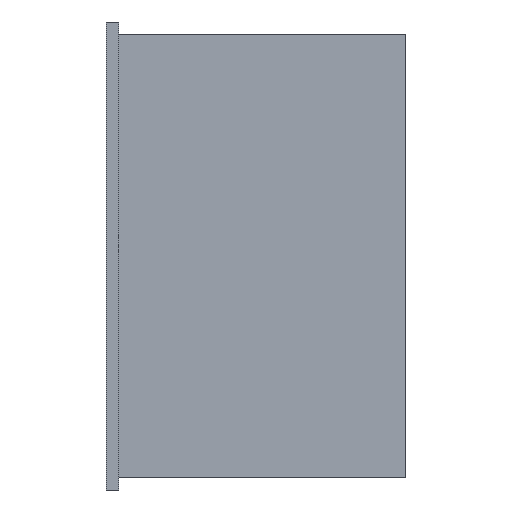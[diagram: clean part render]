
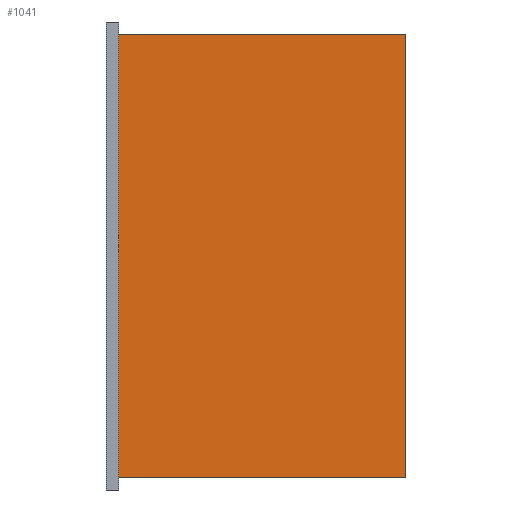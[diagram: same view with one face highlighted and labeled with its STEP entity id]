
A CAD part, front view. The second image highlights one B-rep face of the part: STEP entity #1041.
In plain terms, the highlighted planar face has unit normal (0, -1, 0).
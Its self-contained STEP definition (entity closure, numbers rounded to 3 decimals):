
#48 = VECTOR ( 'NONE', #72, 1000. ) ;
#72 = DIRECTION ( 'NONE',  ( 0., 0., 1. ) ) ;
#74 = VERTEX_POINT ( 'NONE', #1052 ) ;
#113 = LINE ( 'NONE', #640, #177 ) ;
#177 = VECTOR ( 'NONE', #1718, 1000. ) ;
#178 = DIRECTION ( 'NONE',  ( 1., 0., 0. ) ) ;
#188 = LINE ( 'NONE', #867, #929 ) ;
#193 = EDGE_CURVE ( 'NONE', #1027, #713, #803, .T. ) ;
#202 = LINE ( 'NONE', #737, #48 ) ;
#362 = DIRECTION ( 'NONE',  ( 0., 1., 0. ) ) ;
#447 = EDGE_LOOP ( 'NONE', ( #1036, #1059, #1522, #1210 ) ) ;
#640 = CARTESIAN_POINT ( 'NONE',  ( 0., -2., 35.5 ) ) ;
#713 = VERTEX_POINT ( 'NONE', #1117 ) ;
#717 = AXIS2_PLACEMENT_3D ( 'NONE', #1187, #362, #897 ) ;
#737 = CARTESIAN_POINT ( 'NONE',  ( 0., -2., 35.5 ) ) ;
#764 = VERTEX_POINT ( 'NONE', #1398 ) ;
#792 = EDGE_CURVE ( 'NONE', #713, #764, #188, .T. ) ;
#803 = LINE ( 'NONE', #1331, #1629 ) ;
#867 = CARTESIAN_POINT ( 'NONE',  ( 0., -2., -35.5 ) ) ;
#897 = DIRECTION ( 'NONE',  ( 0., 0., 1. ) ) ;
#924 = FACE_OUTER_BOUND ( 'NONE', #447, .T. ) ;
#929 = VECTOR ( 'NONE', #178, 1000. ) ;
#1027 = VERTEX_POINT ( 'NONE', #1561 ) ;
#1036 = ORIENTED_EDGE ( 'NONE', *, *, #1664, .T. ) ;
#1041 = ADVANCED_FACE ( 'NONE', ( #924 ), #1579, .F. ) ;
#1052 = CARTESIAN_POINT ( 'NONE',  ( 0., -2., 35.5 ) ) ;
#1059 = ORIENTED_EDGE ( 'NONE', *, *, #1452, .T. ) ;
#1117 = CARTESIAN_POINT ( 'NONE',  ( -46., -2., -35.5 ) ) ;
#1187 = CARTESIAN_POINT ( 'NONE',  ( 0., -2., 0. ) ) ;
#1210 = ORIENTED_EDGE ( 'NONE', *, *, #792, .T. ) ;
#1331 = CARTESIAN_POINT ( 'NONE',  ( -46., -2., 35.5 ) ) ;
#1398 = CARTESIAN_POINT ( 'NONE',  ( 0., -2., -35.5 ) ) ;
#1452 = EDGE_CURVE ( 'NONE', #74, #1027, #113, .T. ) ;
#1522 = ORIENTED_EDGE ( 'NONE', *, *, #193, .T. ) ;
#1561 = CARTESIAN_POINT ( 'NONE',  ( -46., -2., 35.5 ) ) ;
#1579 = PLANE ( 'NONE',  #717 ) ;
#1599 = DIRECTION ( 'NONE',  ( 0., 0., -1. ) ) ;
#1629 = VECTOR ( 'NONE', #1599, 1000. ) ;
#1664 = EDGE_CURVE ( 'NONE', #764, #74, #202, .T. ) ;
#1718 = DIRECTION ( 'NONE',  ( -1., 0., 0. ) ) ;
